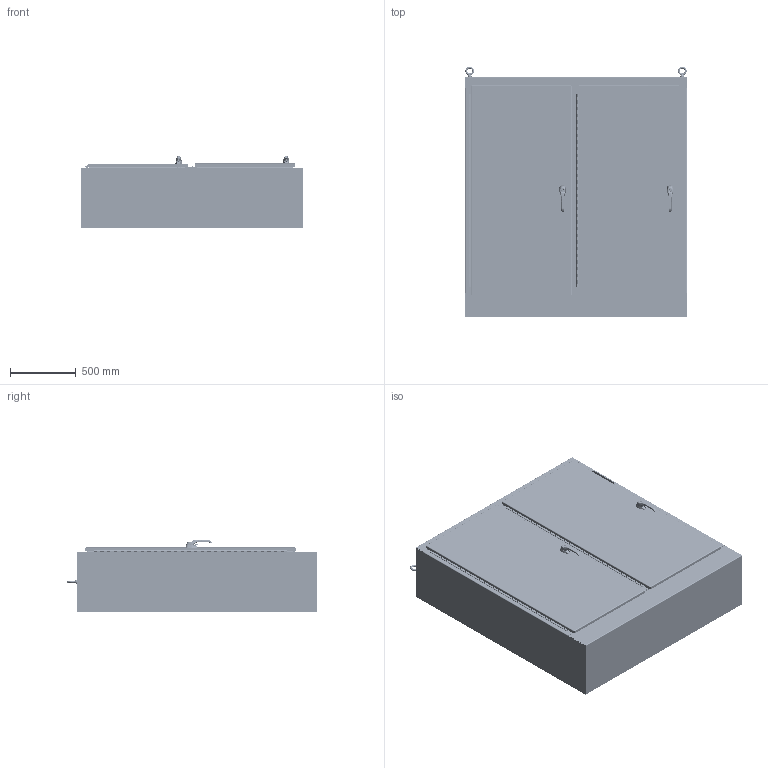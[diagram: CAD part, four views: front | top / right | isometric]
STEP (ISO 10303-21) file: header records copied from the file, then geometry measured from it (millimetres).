
FILE_DESCRIPTION(/* description */ (''),/* implementation_level */ '2;1');
FILE_NAME(/* name */ 'WA72XM6518U.stp',/* time_stamp */ '2015-07-22T18:39:12+05:00',/* author */ ('schinnathambi'),/* organization */ (''),/* preprocessor_version */ 'ST-DEVELOPER v15.2',/* originating_system */ 'Autodesk Inventor 2014',/* authorisation */ '');
FILE_SCHEMA (('AUTOMOTIVE_DESIGN { 1 0 10303 214 3 1 1 }'));
Products named in the file (120): WA72XM65U_BACK; 3889; 349104; HFW3878; 38626; 38627; WAXM6518U_TOP; HFW3025; 316298; 349132; 30624; 30364; 31665; FUN00129_WAXM65U; 37216; 34917SP; Compress Spring11; Compress Spring1; 34917; WAXM6518U_BOTTOM; WA72XM18U_LEFT_SIDE; 38846; WA72XM18U_RIGHT_SIDE; 3881; HFW309103; HFW309100S; 38874; HFW388167; HFW309100; HFW309101S; HFW309101; HFW309102; 3905; 34929; HFW332011(HFW500002); HFW500002_B; 34920; HFW332010S; HFW12085_5_INCH; HFW388191 ...
Bounding box: 1689.1 x 1911.21 x 548.73 mm (x, y, z)
Volume: 35245139.9 mm3; surface area: 22830072.8 mm2
Topology: 226 solids, 226 shells, 8874 faces, 22077 edges, 13675 vertices
Faces by surface type: plane 4148, cylinder 2898, bspline 581, torus 578, cone 463, sphere 206
Full cylindrical faces by diameter (mm): 1.587 x1, 2 x1, 2.2 x1, 2.5 x2, 3 x5, 3.048 x2, 3.1 x4, 3.15 x2, 3.175 x2, 3.5 x2, 3.607 x2, 3.9 x2, 3.962 x6, 4 x1, 4.2 x4, 4.343 x1, 4.5 x4, 4.762 x1, 4.825 x40, 4.978 x8, 5 x7, 5.08 x8, 5.105 x2, 5.156 x8, 5.2 x1, 5.4 x6, 5.69 x8, 6 x6, 6.128 x4, 6.172 x4
Entity records: 179789 total; most frequent: CARTESIAN_POINT 80144, DIRECTION 20773, ORIENTED_EDGE 19578, EDGE_CURVE 9760, AXIS2_PLACEMENT_3D 7848, VERTEX_POINT 6198, LINE 5077, VECTOR 5077
